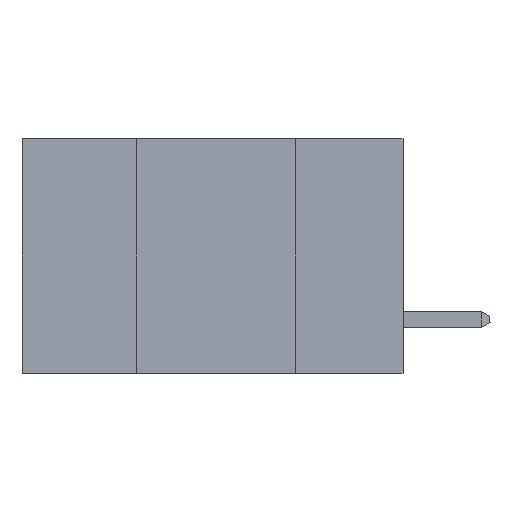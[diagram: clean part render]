
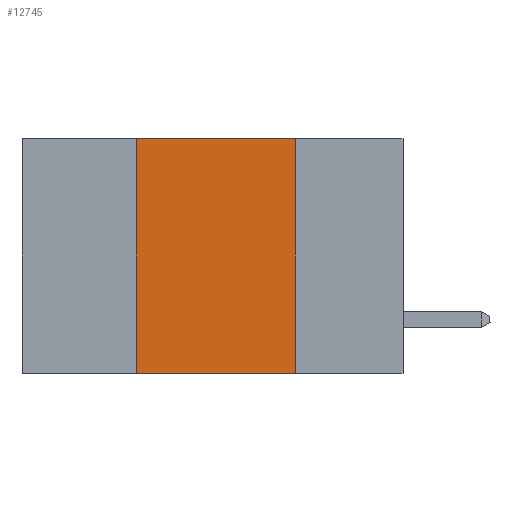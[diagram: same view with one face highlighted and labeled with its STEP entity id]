
A CAD part, left-side view. The second image highlights one B-rep face of the part: STEP entity #12745.
In plain terms, the highlighted planar face has unit normal (-1, 0, 0).
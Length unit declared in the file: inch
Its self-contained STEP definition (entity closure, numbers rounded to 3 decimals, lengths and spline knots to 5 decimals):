
#1688 = CARTESIAN_POINT ( 'NONE',  ( 0., 0.42, 0. ) ) ;
#2014 = CARTESIAN_POINT ( 'NONE',  ( 0., 0.42, -0.37 ) ) ;
#5518 = CARTESIAN_POINT ( 'NONE',  ( 0., 0.17, 0. ) ) ;
#5642 = CARTESIAN_POINT ( 'NONE',  ( 0., 0.6, 0. ) ) ;
#6052 = LINE ( 'NONE', #9283, #20888 ) ;
#6075 = VECTOR ( 'NONE', #6363, 39.37008 ) ;
#6363 = DIRECTION ( 'NONE',  ( 0., -1., 0. ) ) ;
#6691 = DIRECTION ( 'NONE',  ( 0., 0., -1. ) ) ;
#7111 = LINE ( 'NONE', #5642, #6075 ) ;
#7502 = FACE_OUTER_BOUND ( 'NONE', #38177, .T. ) ;
#8283 = VERTEX_POINT ( 'NONE', #5518 ) ;
#9283 = CARTESIAN_POINT ( 'NONE',  ( 0., 0.17, 0. ) ) ;
#10373 = CARTESIAN_POINT ( 'NONE',  ( 0., 0.42, 0. ) ) ;
#10987 = ORIENTED_EDGE ( 'NONE', *, *, #40660, .F. ) ;
#11131 = CARTESIAN_POINT ( 'NONE',  ( 0., 0.17, -0.37 ) ) ;
#11576 = EDGE_CURVE ( 'NONE', #8283, #30306, #6052, .T. ) ;
#12412 = EDGE_CURVE ( 'NONE', #35615, #20687, #36606, .T. ) ;
#12745 = ADVANCED_FACE ( 'NONE', ( #7502 ), #29170, .F. ) ;
#13939 = VECTOR ( 'NONE', #24820, 39.37008 ) ;
#14396 = ORIENTED_EDGE ( 'NONE', *, *, #12412, .F. ) ;
#15063 = DIRECTION ( 'NONE',  ( 1., 0., 0. ) ) ;
#19512 = EDGE_CURVE ( 'NONE', #35615, #30306, #25147, .T. ) ;
#20687 = VERTEX_POINT ( 'NONE', #1688 ) ;
#20888 = VECTOR ( 'NONE', #6691, 39.37008 ) ;
#24820 = DIRECTION ( 'NONE',  ( 0., -1., 0. ) ) ;
#25147 = LINE ( 'NONE', #31086, #13939 ) ;
#27969 = VECTOR ( 'NONE', #36017, 39.37008 ) ;
#29170 = PLANE ( 'NONE',  #32792 ) ;
#30286 = ORIENTED_EDGE ( 'NONE', *, *, #19512, .T. ) ;
#30306 = VERTEX_POINT ( 'NONE', #11131 ) ;
#31086 = CARTESIAN_POINT ( 'NONE',  ( 0., 0.6, -0.37 ) ) ;
#32792 = AXIS2_PLACEMENT_3D ( 'NONE', #39003, #15063, #35008 ) ;
#34653 = ORIENTED_EDGE ( 'NONE', *, *, #11576, .F. ) ;
#35008 = DIRECTION ( 'NONE',  ( 0., 0., -1. ) ) ;
#35615 = VERTEX_POINT ( 'NONE', #2014 ) ;
#36017 = DIRECTION ( 'NONE',  ( 0., 0., 1. ) ) ;
#36606 = LINE ( 'NONE', #10373, #27969 ) ;
#38177 = EDGE_LOOP ( 'NONE', ( #34653, #10987, #14396, #30286 ) ) ;
#39003 = CARTESIAN_POINT ( 'NONE',  ( 0., 0.6, 0. ) ) ;
#40660 = EDGE_CURVE ( 'NONE', #20687, #8283, #7111, .T. ) ;
